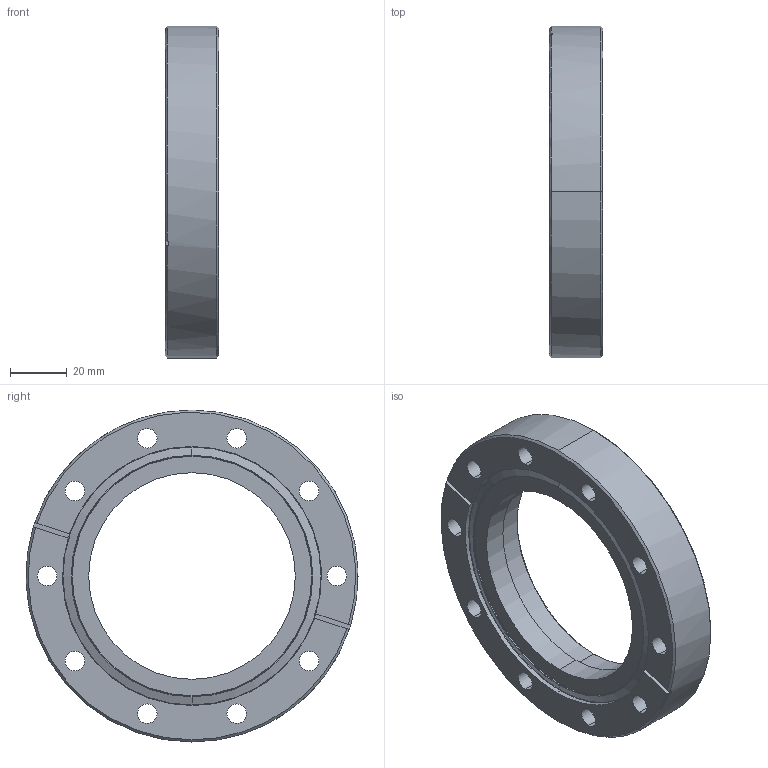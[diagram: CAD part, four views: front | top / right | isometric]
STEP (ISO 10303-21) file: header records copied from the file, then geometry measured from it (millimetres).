
FILE_DESCRIPTION (( 'STEP AP214' ), '1' );
FILE_NAME ('130024.STEP', '2024-02-15T15:22:39', ( '' ), ( '' ), 'SwSTEP 2.0', 'SolidWorks 2022', '' );
FILE_SCHEMA (( 'AUTOMOTIVE_DESIGN' ));
Length unit declared in the file: inch
Products named in the file (1): 130024
Bounding box: 19.05 x 117.35 x 117.35 mm (x, y, z)
Volume: 111875.8 mm3; surface area: 28111.3 mm2
Topology: 1 solids, 1 shells, 58 faces, 148 edges, 93 vertices
Faces by surface type: cylinder 28, cone 11, plane 11, torus 8
Entity records: 2135 total; most frequent: DIRECTION 353, CARTESIAN_POINT 312, ORIENTED_EDGE 296, AXIS2_PLACEMENT_3D 150, EDGE_CURVE 148, VERTEX_POINT 93, CIRCLE 91, EDGE_LOOP 81
